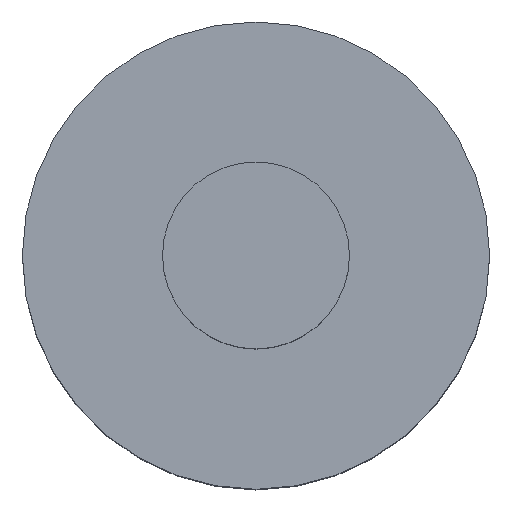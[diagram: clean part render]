
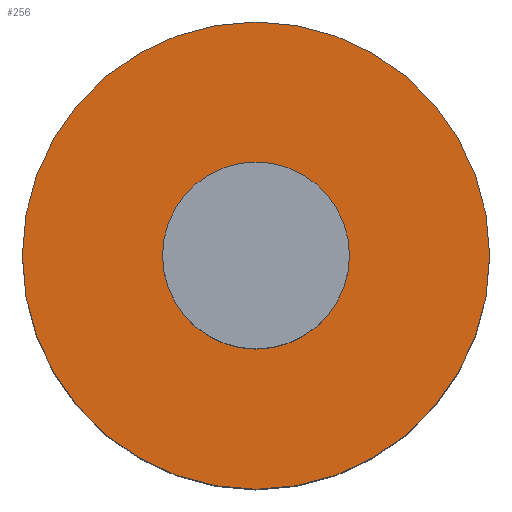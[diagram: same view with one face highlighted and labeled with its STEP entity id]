
A CAD part, top view. The second image highlights one B-rep face of the part: STEP entity #256.
In plain terms, the highlighted planar face has unit normal (0, 0, 1).
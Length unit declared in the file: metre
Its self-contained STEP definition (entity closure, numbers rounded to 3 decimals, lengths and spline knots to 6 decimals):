
#76=ORIENTED_EDGE('',*,*,#109,.F.);
#77=ORIENTED_EDGE('',*,*,#108,.T.);
#108=EDGE_CURVE('',#131,#131,#149,.T.);
#109=EDGE_CURVE('',#132,#132,#150,.T.);
#131=VERTEX_POINT('',#462);
#132=VERTEX_POINT('',#465);
#149=CIRCLE('',#308,0.02);
#150=CIRCLE('',#310,0.008);
#183=EDGE_LOOP('',(#76));
#184=EDGE_LOOP('',(#77));
#221=FACE_BOUND('',#183,.T.);
#222=FACE_BOUND('',#184,.T.);
#236=PLANE('',#309);
#256=ADVANCED_FACE('',(#221,#222),#236,.F.);
#308=AXIS2_PLACEMENT_3D('',#461,#389,#390);
#309=AXIS2_PLACEMENT_3D('',#463,#391,#392);
#310=AXIS2_PLACEMENT_3D('',#464,#393,#394);
#389=DIRECTION('',(0.,0.,1.));
#390=DIRECTION('',(1.,0.,0.));
#391=DIRECTION('',(0.,0.,-1.));
#392=DIRECTION('',(-1.,0.,0.));
#393=DIRECTION('',(0.,0.,1.));
#394=DIRECTION('',(1.,0.,0.));
#461=CARTESIAN_POINT('',(0.,0.,-0.00845));
#462=CARTESIAN_POINT('',(0.02,0.,-0.00845));
#463=CARTESIAN_POINT('',(0.02,0.,-0.00845));
#464=CARTESIAN_POINT('',(0.,0.,-0.00845));
#465=CARTESIAN_POINT('',(0.008,0.,-0.00845));
